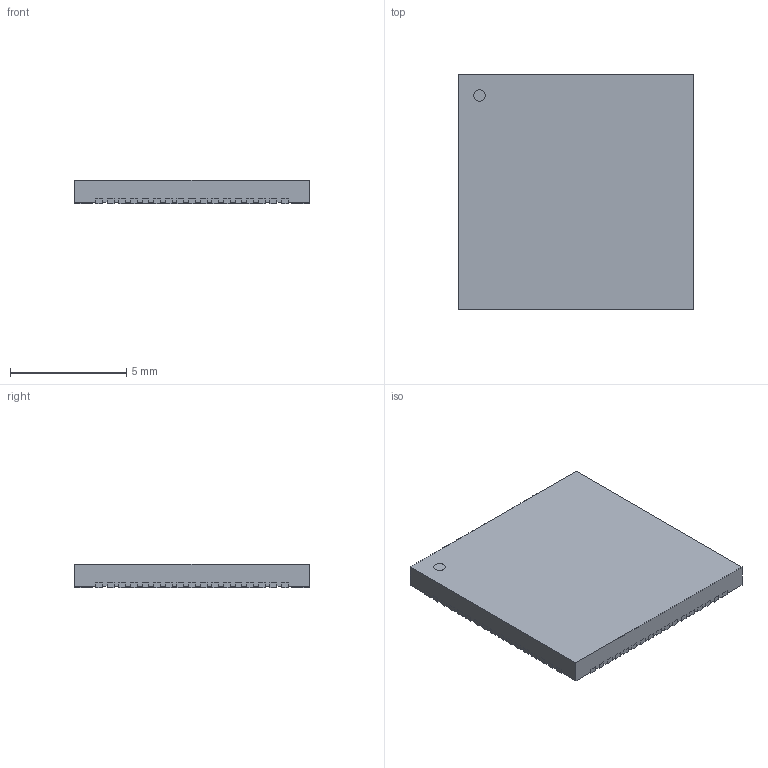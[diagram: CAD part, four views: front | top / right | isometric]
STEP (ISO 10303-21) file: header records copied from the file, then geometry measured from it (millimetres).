
FILE_DESCRIPTION((''),'2;1');
FILE_NAME('QFN50P1000X1000X100-69N-S595.stp','2014-07-17T11:00:39',(''),(''),'Mechanical Desktop 2011','Mechanical Desktop 2011',', , ');
FILE_SCHEMA(('AUTOMOTIVE_DESIGN { 1 2 10303 214 1 1 1 1 }'));
Length unit declared in the file: millimetre
Products named in the file (1): Product
Bounding box: 10.1 x 10.1 x 1 mm (x, y, z)
Volume: 99.4 mm3; surface area: 385.2 mm2
Topology: 71 solids, 71 shells, 699 faces, 1668 edges, 1112 vertices
Faces by surface type: bspline 340, plane 287, cylinder 72
Entity records: 20935 total; most frequent: CARTESIAN_POINT 5452, ORIENTED_EDGE 3336, DIRECTION 2668, EDGE_CURVE 1668, VECTOR 1388, LINE 1388, VERTEX_POINT 1112, EDGE_LOOP 700
